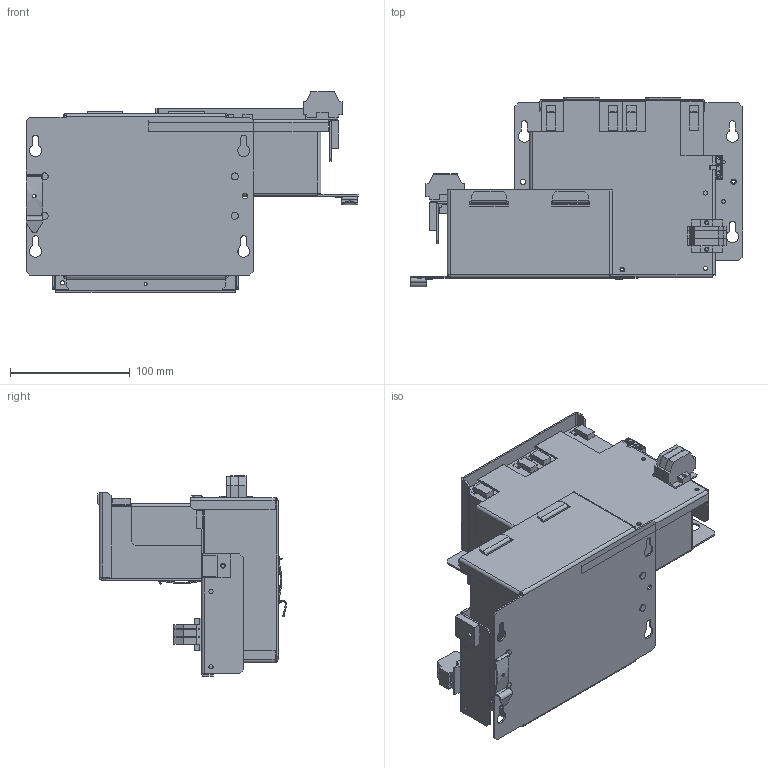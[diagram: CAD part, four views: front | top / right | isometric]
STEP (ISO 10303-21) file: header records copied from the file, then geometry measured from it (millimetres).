
FILE_DESCRIPTION( ( 'Unknown' ), '1' );
FILE_NAME( '6ep19356md11_001_stp.stp', 'Unknown', ( 'Rumpler' ), ( 'Unknown' ), 'PSStep 10.0', 'Unknown', ' ' );
FILE_SCHEMA( ( 'AUTOMOTIVE_DESIGN { 1 0 10303 214 1 1 1 1 }' ) );
Length unit declared in the file: millimetre
Products named in the file (14): Assem1; tmp165
Bounding box: 277.5 x 158.21 x 167.9 mm (x, y, z)
Volume: 2429514.3 mm3; surface area: 503531.7 mm2
Topology: 26 solids, 26 shells, 1012 faces, 2644 edges, 1742 vertices
Faces by surface type: plane 872, cylinder 140
Full cylindrical faces by diameter (mm): 2.5 x6, 2.7 x2, 3 x10, 3.5 x12, 4 x4, 4.5 x4, 6 x8
Entity records: 28220 total; most frequent: CARTESIAN_POINT 2786, ORIENTED_EDGE 2596, DIRECTION 2474, PRESENTATION_STYLE_ASSIGNMENT 2323, COLOUR_RGB 2323, STYLED_ITEM 1817, CURVE_STYLE 1817, DRAUGHTING_PRE_DEFINED_CURVE_FONT 1817
